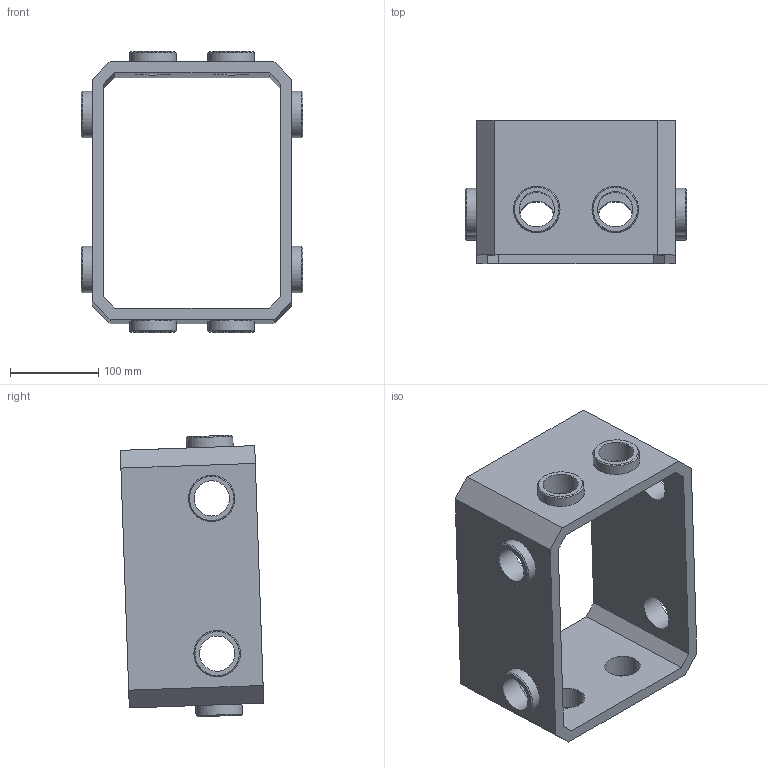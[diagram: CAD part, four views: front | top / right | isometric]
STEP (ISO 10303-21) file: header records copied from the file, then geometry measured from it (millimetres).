
FILE_DESCRIPTION( ( '' ), ' ' );
FILE_NAME( '5d356934bc70dd14fd405284.step', '2019-07-22T07:43:48', ( '' ), ( '' ), ' ', ' ', ' ' );
FILE_SCHEMA( ( 'AUTOMOTIVE_DESIGN { 1 0 10303 214 1 1 1 1 }' ) );
Length unit declared in the file: metre
Products named in the file (1): Part 10
Bounding box: 251.5 x 162.56 x 319.06 mm (x, y, z)
Volume: 1798351.6 mm3; surface area: 333986.9 mm2
Topology: 1 solids, 1 shells, 50 faces, 124 edges, 84 vertices
Faces by surface type: plane 26, cylinder 16, cone 8
Full cylindrical faces by diameter (mm): 40 x8, 52.7 x8
Entity records: 1724 total; most frequent: DIRECTION 230, CARTESIAN_POINT 211, ORIENTED_EDGE 176, EDGE_LOOP 100, AXIS2_PLACEMENT_3D 91, EDGE_CURVE 88, VERTEX_POINT 72, FACE_OUTER_BOUND 66
